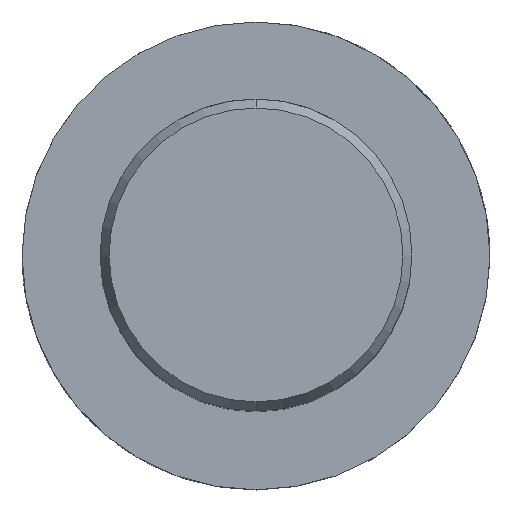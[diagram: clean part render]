
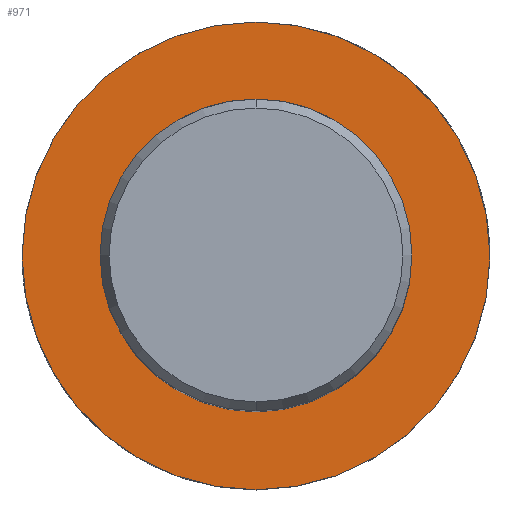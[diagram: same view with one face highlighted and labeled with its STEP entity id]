
A CAD part, top view. The second image highlights one B-rep face of the part: STEP entity #971.
In plain terms, the highlighted planar face has unit normal (0, 0, 1).
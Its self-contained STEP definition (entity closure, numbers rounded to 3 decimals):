
#461=EDGE_CURVE('',#467,#845,#1276,.T.);
#467=VERTEX_POINT('',#1282);
#639=VERTEX_POINT('',#1470);
#845=VERTEX_POINT('',#1696);
#849=EDGE_CURVE('',#1059,#639,#1700,.T.);
#953=EDGE_CURVE('',#845,#467,#1812,.T.);
#971=ADVANCED_FACE('',(#1830,#1831),#1832,.T.);
#977=EDGE_CURVE('',#639,#1059,#1838,.T.);
#1059=VERTEX_POINT('',#1927);
#1276=CIRCLE('',#2227,30.0);
#1282=CARTESIAN_POINT('',(0.,-30.0,-70.0));
#1470=CARTESIAN_POINT('',(0.,-20.0,-70.0));
#1696=CARTESIAN_POINT('',(0.0,30.0,-70.0));
#1700=CIRCLE('',#3848,20.0);
#1812=CIRCLE('',#4297,30.0);
#1830=FACE_BOUND('',#4359,.T.);
#1831=FACE_OUTER_BOUND('',#4360,.T.);
#1832=PLANE('',#4361);
#1838=CIRCLE('',#4370,20.0);
#1927=CARTESIAN_POINT('',(0.0,20.0,-70.0));
#2227=AXIS2_PLACEMENT_3D('',#4995,#4996,#4997);
#3848=AXIS2_PLACEMENT_3D('',#5466,#5467,#5468);
#4297=AXIS2_PLACEMENT_3D('',#5600,#5601,#5602);
#4359=EDGE_LOOP('',(#5614,#5615));
#4360=EDGE_LOOP('',(#5616,#5617));
#4361=AXIS2_PLACEMENT_3D('',#5618,#5619,#5620);
#4370=AXIS2_PLACEMENT_3D('',#5622,#5623,#5624);
#4995=CARTESIAN_POINT('',(0.0,0.0,-70.0));
#4996=DIRECTION('',(0.0,0.0,-1.0));
#4997=DIRECTION('',(0.0,1.0,0.0));
#5466=CARTESIAN_POINT('',(0.0,0.0,-70.0));
#5467=DIRECTION('',(-0.0,0.0,-1.0));
#5468=DIRECTION('',(0.0,1.0,0.0));
#5600=CARTESIAN_POINT('',(0.0,0.0,-70.0));
#5601=DIRECTION('',(0.0,0.0,-1.0));
#5602=DIRECTION('',(0.0,1.0,0.0));
#5614=ORIENTED_EDGE('',*,*,#849,.T.);
#5615=ORIENTED_EDGE('',*,*,#977,.T.);
#5616=ORIENTED_EDGE('',*,*,#953,.F.);
#5617=ORIENTED_EDGE('',*,*,#461,.F.);
#5618=CARTESIAN_POINT('',(0.0,15.0,-70.0));
#5619=DIRECTION('',(-0.0,0.0,1.0));
#5620=DIRECTION('',(0.0,-1.0,0.0));
#5622=CARTESIAN_POINT('',(0.0,0.0,-70.0));
#5623=DIRECTION('',(-0.0,0.0,-1.0));
#5624=DIRECTION('',(0.0,1.0,0.0));
